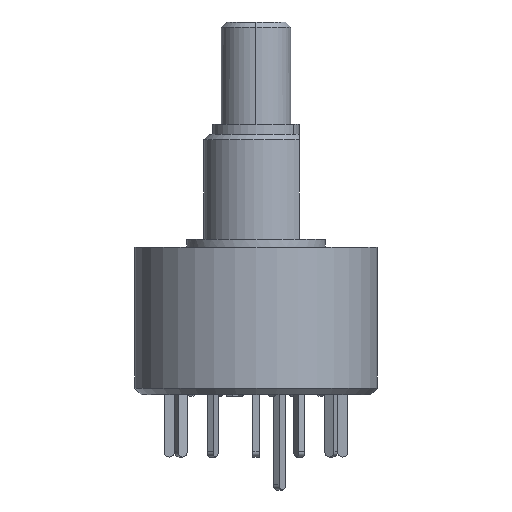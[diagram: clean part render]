
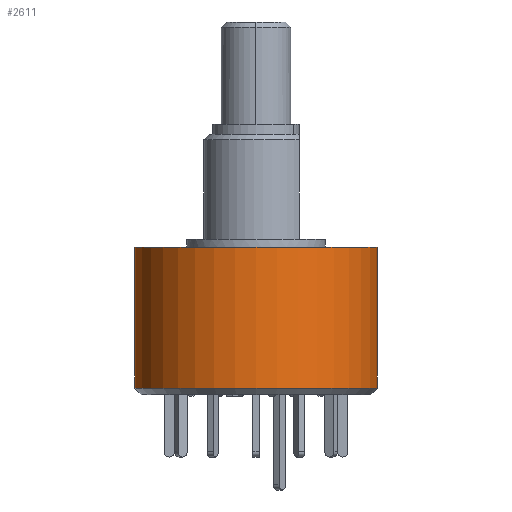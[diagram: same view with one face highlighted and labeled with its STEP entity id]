
A CAD part, left-side view. The second image highlights one B-rep face of the part: STEP entity #2611.
In plain terms, the highlighted cylindrical face has radius 7 mm (diameter 14 mm), a partial arc.
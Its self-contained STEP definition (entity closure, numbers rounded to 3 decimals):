
#1296 = CARTESIAN_POINT ( 'NONE',  ( 0., 0., -8.574 ) ) ;
#1552 = LINE ( 'NONE', #16837, #4145 ) ;
#2611 = ADVANCED_FACE ( 'NONE', ( #15975 ), #6313, .T. ) ;
#2897 = DIRECTION ( 'NONE',  ( 0., -1., 0. ) ) ;
#3078 = AXIS2_PLACEMENT_3D ( 'NONE', #11857, #8601, #2897 ) ;
#3171 = CIRCLE ( 'NONE', #9582, 7. ) ;
#3296 = EDGE_CURVE ( 'NONE', #7476, #8956, #14797, .T. ) ;
#4145 = VECTOR ( 'NONE', #13702, 1000. ) ;
#4359 = VERTEX_POINT ( 'NONE', #5431 ) ;
#4460 = EDGE_CURVE ( 'NONE', #5208, #4359, #3171, .T. ) ;
#4723 = CARTESIAN_POINT ( 'NONE',  ( 0., 7., -8.574 ) ) ;
#5208 = VERTEX_POINT ( 'NONE', #4723 ) ;
#5431 = CARTESIAN_POINT ( 'NONE',  ( 0., -7., -8.574 ) ) ;
#5886 = CARTESIAN_POINT ( 'NONE',  ( 0., 0., -0.45 ) ) ;
#6313 = CYLINDRICAL_SURFACE ( 'NONE', #19014, 7. ) ;
#6383 = LINE ( 'NONE', #13698, #9372 ) ;
#7225 = DIRECTION ( 'NONE',  ( 0., 0., 1. ) ) ;
#7476 = VERTEX_POINT ( 'NONE', #14730 ) ;
#8289 = CARTESIAN_POINT ( 'NONE',  ( 0., -7., -0.45 ) ) ;
#8601 = DIRECTION ( 'NONE',  ( 0., 0., 1. ) ) ;
#8956 = VERTEX_POINT ( 'NONE', #8289 ) ;
#9372 = VECTOR ( 'NONE', #15243, 1000. ) ;
#9582 = AXIS2_PLACEMENT_3D ( 'NONE', #1296, #7225, #16055 ) ;
#9706 = EDGE_CURVE ( 'NONE', #8956, #4359, #6383, .T. ) ;
#10260 = DIRECTION ( 'NONE',  ( 0., 1., 0. ) ) ;
#11533 = EDGE_CURVE ( 'NONE', #7476, #5208, #1552, .T. ) ;
#11630 = ORIENTED_EDGE ( 'NONE', *, *, #11533, .T. ) ;
#11857 = CARTESIAN_POINT ( 'NONE',  ( 0., 0., -0.45 ) ) ;
#12133 = ORIENTED_EDGE ( 'NONE', *, *, #9706, .F. ) ;
#13698 = CARTESIAN_POINT ( 'NONE',  ( 0., -7., -0.45 ) ) ;
#13702 = DIRECTION ( 'NONE',  ( 0., 0., -1. ) ) ;
#14730 = CARTESIAN_POINT ( 'NONE',  ( 0., 7., -0.45 ) ) ;
#14797 = CIRCLE ( 'NONE', #3078, 7. ) ;
#15243 = DIRECTION ( 'NONE',  ( 0., 0., -1. ) ) ;
#15975 = FACE_OUTER_BOUND ( 'NONE', #17587, .T. ) ;
#15987 = DIRECTION ( 'NONE',  ( 0., 0., -1. ) ) ;
#16055 = DIRECTION ( 'NONE',  ( 0., -1., 0. ) ) ;
#16084 = ORIENTED_EDGE ( 'NONE', *, *, #3296, .F. ) ;
#16837 = CARTESIAN_POINT ( 'NONE',  ( 0., 7., -0.45 ) ) ;
#16931 = ORIENTED_EDGE ( 'NONE', *, *, #4460, .T. ) ;
#17587 = EDGE_LOOP ( 'NONE', ( #12133, #16084, #11630, #16931 ) ) ;
#19014 = AXIS2_PLACEMENT_3D ( 'NONE', #5886, #15987, #10260 ) ;
